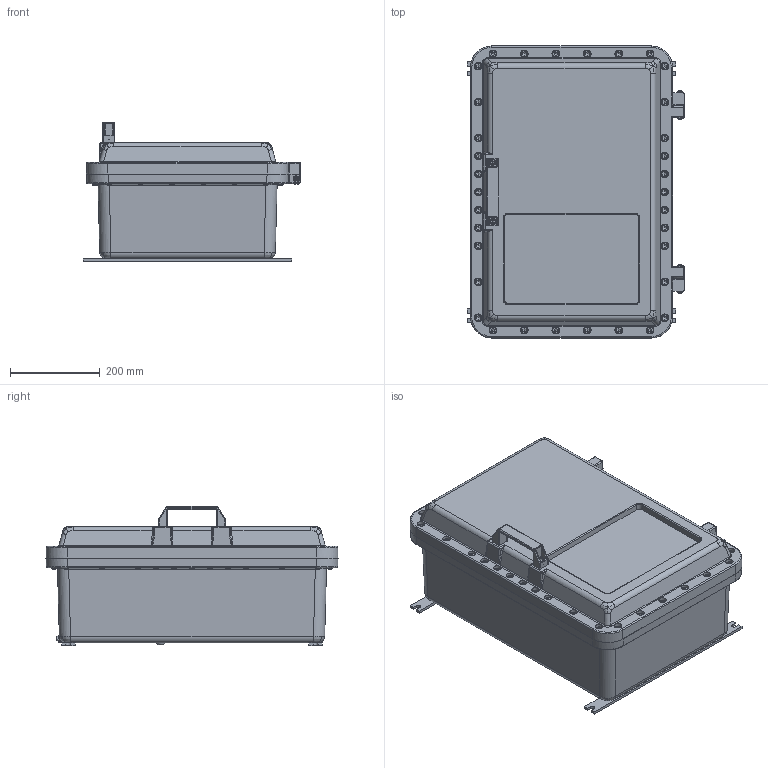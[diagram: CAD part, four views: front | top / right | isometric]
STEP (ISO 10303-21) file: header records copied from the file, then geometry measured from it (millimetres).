
FILE_DESCRIPTION((''),'2;1');
FILE_NAME('ЩОРВ654526-О3020.stp','2019-05-17T12:32:23',('L.A.Ronzhin'),(''),'Autodesk Inventor 2012','Autodesk Inventor 2012','');
FILE_SCHEMA(('CONFIG_CONTROL_DESIGN'));
Length unit declared in the file: millimetre
Products named in the file (1): ЩОРВ654526-О3020
Bounding box: 484.87 x 649.99 x 310 mm (x, y, z)
Volume: 61372977.7 mm3; surface area: 1192580.3 mm2
Topology: 1 solids, 1 shells, 1365 faces, 3326 edges, 2067 vertices
Faces by surface type: plane 585, cylinder 431, torus 121, bspline 111, cone 92, revolution 15, sphere 10
Full cylindrical faces by diameter (mm): 4.8 x4, 6 x1, 6.5 x1, 7 x10, 7.4 x4, 7.9 x1, 8.4 x2, 10 x38, 11 x4, 13 x2, 13.5 x2, 14 x4, 16 x36, 17 x34, 20 x4
Entity records: 44892 total; most frequent: CARTESIAN_POINT 13523, DIRECTION 6310, ORIENTED_EDGE 5880, EDGE_CURVE 2940, AXIS2_PLACEMENT_3D 2491, VERTEX_POINT 1965, EDGE_LOOP 1799, STYLED_ITEM 1366
